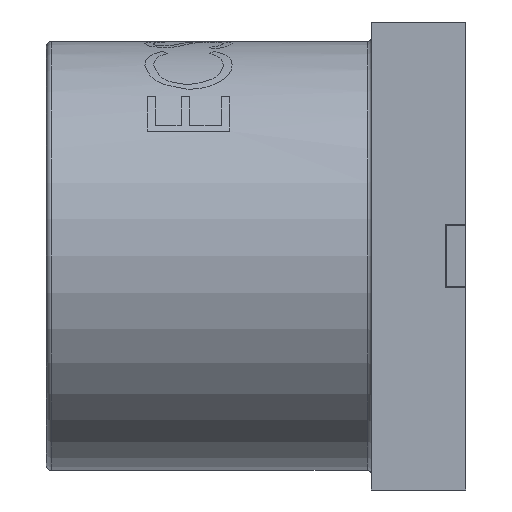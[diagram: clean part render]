
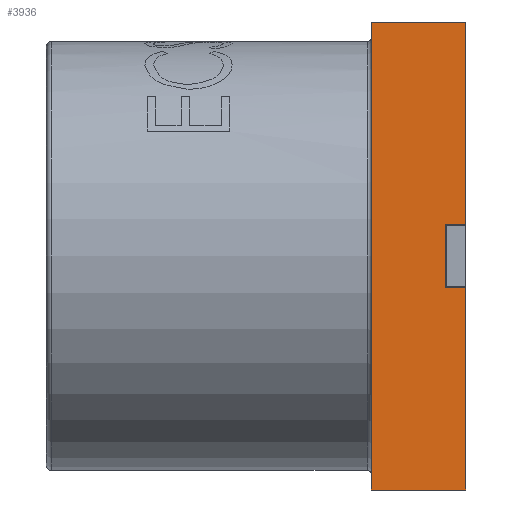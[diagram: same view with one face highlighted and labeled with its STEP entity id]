
A CAD part, left-side view. The second image highlights one B-rep face of the part: STEP entity #3936.
In plain terms, the highlighted planar face has unit normal (-1, 0, 0).
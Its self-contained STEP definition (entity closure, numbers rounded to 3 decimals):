
#2 = CARTESIAN_POINT ( 'NONE',  ( -5.7, -0.76, -2.4 ) ) ;
#16 = DIRECTION ( 'NONE',  ( 0., 0., -1. ) ) ;
#41 = DIRECTION ( 'NONE',  ( 0., 0., -1. ) ) ;
#68 = AXIS2_PLACEMENT_3D ( 'NONE', #2237, #5707, #41 ) ;
#166 = VECTOR ( 'NONE', #3498, 1000. ) ;
#237 = ORIENTED_EDGE ( 'NONE', *, *, #5023, .T. ) ;
#397 = CARTESIAN_POINT ( 'NONE',  ( -5.7, -0.55, -0.325 ) ) ;
#714 = DIRECTION ( 'NONE',  ( 0., 1., 0. ) ) ;
#804 = VERTEX_POINT ( 'NONE', #3879 ) ;
#869 = CARTESIAN_POINT ( 'NONE',  ( -5.7, -0.55, -2.4 ) ) ;
#888 = VECTOR ( 'NONE', #2714, 1000. ) ;
#1018 = VERTEX_POINT ( 'NONE', #3996 ) ;
#1038 = ORIENTED_EDGE ( 'NONE', *, *, #4816, .F. ) ;
#1092 = VERTEX_POINT ( 'NONE', #1110 ) ;
#1110 = CARTESIAN_POINT ( 'NONE',  ( -5.7, -0.76, -0.325 ) ) ;
#1210 = EDGE_CURVE ( 'NONE', #3622, #5567, #5274, .T. ) ;
#1327 = PLANE ( 'NONE',  #68 ) ;
#1406 = LINE ( 'NONE', #4924, #888 ) ;
#1744 = CARTESIAN_POINT ( 'NONE',  ( -5.7, -0.76, -2.4 ) ) ;
#1772 = CARTESIAN_POINT ( 'NONE',  ( -5.7, 0.21, -2.4 ) ) ;
#1785 = EDGE_CURVE ( 'NONE', #804, #1018, #2708, .T. ) ;
#1875 = CARTESIAN_POINT ( 'NONE',  ( -5.7, -0.76, -2.4 ) ) ;
#1913 = ORIENTED_EDGE ( 'NONE', *, *, #4607, .T. ) ;
#1920 = VECTOR ( 'NONE', #16, 1000. ) ;
#2003 = CARTESIAN_POINT ( 'NONE',  ( -5.7, -0.55, 0.325 ) ) ;
#2042 = ORIENTED_EDGE ( 'NONE', *, *, #5128, .T. ) ;
#2160 = VERTEX_POINT ( 'NONE', #2003 ) ;
#2176 = ORIENTED_EDGE ( 'NONE', *, *, #1785, .F. ) ;
#2237 = CARTESIAN_POINT ( 'NONE',  ( -5.7, -0.76, -2.4 ) ) ;
#2338 = ORIENTED_EDGE ( 'NONE', *, *, #5590, .T. ) ;
#2551 = CARTESIAN_POINT ( 'NONE',  ( -5.7, -0.76, 2.4 ) ) ;
#2575 = FACE_OUTER_BOUND ( 'NONE', #3177, .T. ) ;
#2651 = DIRECTION ( 'NONE',  ( 0., 0., -1. ) ) ;
#2708 = LINE ( 'NONE', #2, #2897 ) ;
#2714 = DIRECTION ( 'NONE',  ( 0., 1., 0. ) ) ;
#2793 = VECTOR ( 'NONE', #3986, 1000. ) ;
#2897 = VECTOR ( 'NONE', #2651, 1000. ) ;
#2900 = LINE ( 'NONE', #2551, #3940 ) ;
#3177 = EDGE_LOOP ( 'NONE', ( #1038, #2042, #4312, #1913, #2176, #237, #2338, #5572 ) ) ;
#3293 = VECTOR ( 'NONE', #4491, 1000. ) ;
#3302 = LINE ( 'NONE', #1772, #166 ) ;
#3498 = DIRECTION ( 'NONE',  ( 0., 0., -1. ) ) ;
#3553 = CARTESIAN_POINT ( 'NONE',  ( -5.7, 0.21, 2.4 ) ) ;
#3622 = VERTEX_POINT ( 'NONE', #1875 ) ;
#3669 = CARTESIAN_POINT ( 'NONE',  ( -5.7, -0.76, 0.325 ) ) ;
#3879 = CARTESIAN_POINT ( 'NONE',  ( -5.7, -0.76, 2.4 ) ) ;
#3936 = ADVANCED_FACE ( 'NONE', ( #2575 ), #1327, .F. ) ;
#3940 = VECTOR ( 'NONE', #714, 1000. ) ;
#3986 = DIRECTION ( 'NONE',  ( 0., 1., 0. ) ) ;
#3996 = CARTESIAN_POINT ( 'NONE',  ( -5.7, -0.76, 0.325 ) ) ;
#4081 = CARTESIAN_POINT ( 'NONE',  ( -5.7, -0.76, -2.4 ) ) ;
#4224 = VERTEX_POINT ( 'NONE', #397 ) ;
#4228 = VECTOR ( 'NONE', #4944, 1000. ) ;
#4312 = ORIENTED_EDGE ( 'NONE', *, *, #5096, .T. ) ;
#4491 = DIRECTION ( 'NONE',  ( 0., 0., 1. ) ) ;
#4565 = VERTEX_POINT ( 'NONE', #3553 ) ;
#4569 = LINE ( 'NONE', #3669, #4228 ) ;
#4607 = EDGE_CURVE ( 'NONE', #2160, #1018, #4569, .T. ) ;
#4692 = CARTESIAN_POINT ( 'NONE',  ( -5.7, 0.21, -2.4 ) ) ;
#4816 = EDGE_CURVE ( 'NONE', #1092, #3622, #5684, .T. ) ;
#4924 = CARTESIAN_POINT ( 'NONE',  ( -5.7, -0.76, -0.325 ) ) ;
#4944 = DIRECTION ( 'NONE',  ( 0., -1., 0. ) ) ;
#5023 = EDGE_CURVE ( 'NONE', #804, #4565, #2900, .T. ) ;
#5096 = EDGE_CURVE ( 'NONE', #4224, #2160, #5318, .T. ) ;
#5128 = EDGE_CURVE ( 'NONE', #1092, #4224, #1406, .T. ) ;
#5274 = LINE ( 'NONE', #4081, #2793 ) ;
#5318 = LINE ( 'NONE', #869, #3293 ) ;
#5567 = VERTEX_POINT ( 'NONE', #4692 ) ;
#5572 = ORIENTED_EDGE ( 'NONE', *, *, #1210, .F. ) ;
#5590 = EDGE_CURVE ( 'NONE', #4565, #5567, #3302, .T. ) ;
#5684 = LINE ( 'NONE', #1744, #1920 ) ;
#5707 = DIRECTION ( 'NONE',  ( 1., 0., 0. ) ) ;
